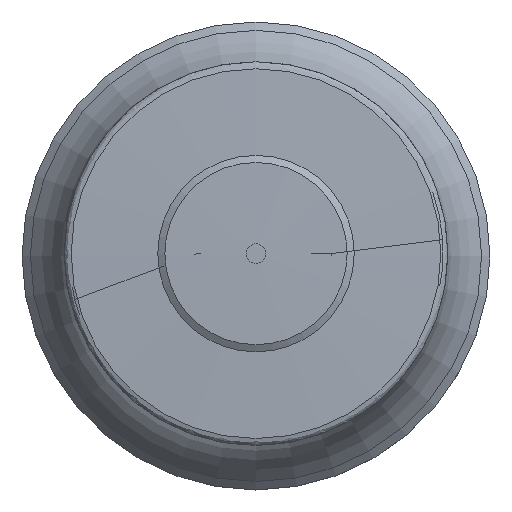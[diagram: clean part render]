
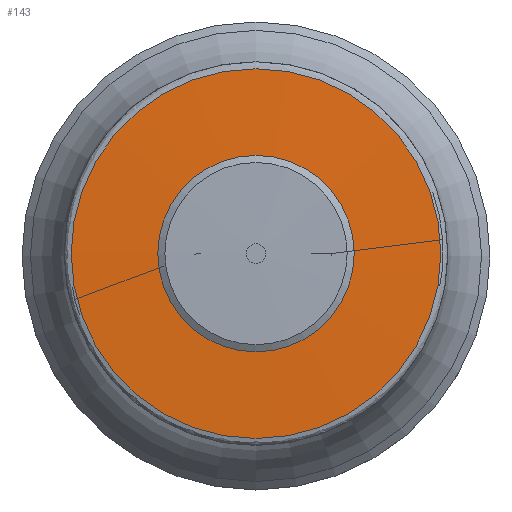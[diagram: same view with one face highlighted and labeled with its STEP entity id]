
A CAD part, top view. The second image highlights one B-rep face of the part: STEP entity #143.
In plain terms, the highlighted face is a revolution surface.
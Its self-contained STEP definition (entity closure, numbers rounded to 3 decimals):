
#34=SURFACE_OF_REVOLUTION('',#79,#39);
#39=AXIS1_PLACEMENT('',#739,#575);
#79=B_SPLINE_CURVE_WITH_KNOTS('',5,(#733,#734,#735,#736,#737,#738),
 .UNSPECIFIED.,.F.,.F.,(6,6),(0.,1.),.UNSPECIFIED.);
#143=ADVANCED_FACE('',(#191,#192),#34,.F.);
#191=FACE_BOUND('',#240,.T.);
#192=FACE_BOUND('',#241,.T.);
#240=EDGE_LOOP('',(#314));
#241=EDGE_LOOP('',(#315));
#314=ORIENTED_EDGE('',*,*,#387,.T.);
#315=ORIENTED_EDGE('',*,*,#386,.F.);
#349=VERTEX_POINT('',#707);
#350=VERTEX_POINT('',#732);
#386=EDGE_CURVE('',#349,#349,#409,.T.);
#387=EDGE_CURVE('',#350,#350,#410,.T.);
#409=CIRCLE('',#460,19.75);
#410=CIRCLE('',#461,10.494);
#460=AXIS2_PLACEMENT_3D('',#706,#570,#571);
#461=AXIS2_PLACEMENT_3D('',#731,#573,#574);
#570=DIRECTION('',(0.,0.,-1.));
#571=DIRECTION('',(-1.,0.,0.));
#573=DIRECTION('',(0.,0.,-1.));
#574=DIRECTION('',(-1.,0.,0.));
#575=DIRECTION('',(0.,0.,-1.));
#706=CARTESIAN_POINT('',(0.,0.,148.062));
#707=CARTESIAN_POINT('',(-19.75,0.,148.062));
#731=CARTESIAN_POINT('',(0.,0.,148.394));
#732=CARTESIAN_POINT('',(-10.494,0.,148.394));
#733=CARTESIAN_POINT('',(19.75,0.,148.062));
#734=CARTESIAN_POINT('',(17.899,0.,148.128));
#735=CARTESIAN_POINT('',(16.048,0.,148.194));
#736=CARTESIAN_POINT('',(14.196,0.,148.261));
#737=CARTESIAN_POINT('',(12.345,0.,148.327));
#738=CARTESIAN_POINT('',(10.494,0.,148.394));
#739=CARTESIAN_POINT('',(0.,0.,0.));
